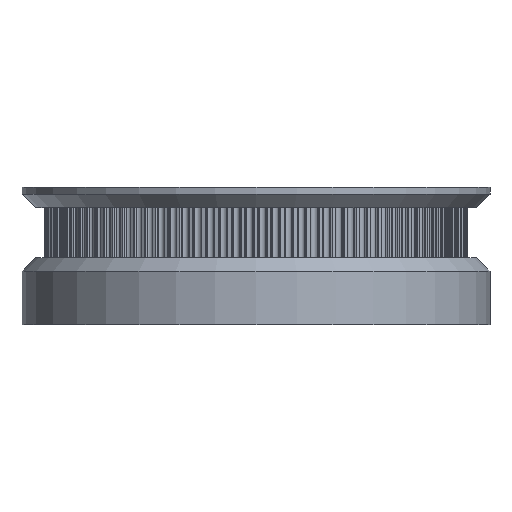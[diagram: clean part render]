
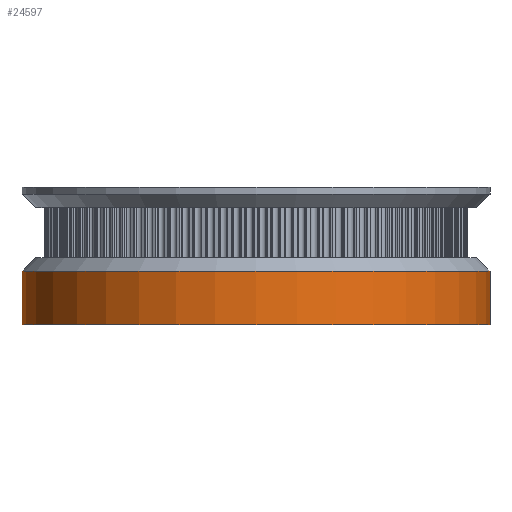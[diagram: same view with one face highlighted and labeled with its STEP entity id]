
A CAD part, front view. The second image highlights one B-rep face of the part: STEP entity #24597.
In plain terms, the highlighted cylindrical face has radius 35 mm (diameter 70 mm), a partial arc.
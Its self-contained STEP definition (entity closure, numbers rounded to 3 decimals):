
#229 = ORIENTED_EDGE ( 'NONE', *, *, #16975, .T. ) ;
#1136 = CARTESIAN_POINT ( 'NONE',  ( 35., 0., -10. ) ) ;
#1448 = DIRECTION ( 'NONE',  ( 0., 0., 1. ) ) ;
#1551 = CARTESIAN_POINT ( 'NONE',  ( 35., 0., -2. ) ) ;
#2075 = ORIENTED_EDGE ( 'NONE', *, *, #22989, .T. ) ;
#2359 = FACE_OUTER_BOUND ( 'NONE', #22586, .T. ) ;
#2921 = AXIS2_PLACEMENT_3D ( 'NONE', #18419, #11682, #27604 ) ;
#4142 = DIRECTION ( 'NONE',  ( 0., 0., 1. ) ) ;
#4190 = VECTOR ( 'NONE', #1448, 1000. ) ;
#5059 = EDGE_CURVE ( 'NONE', #7170, #12043, #10239, .T. ) ;
#5368 = DIRECTION ( 'NONE',  ( 0., 0., 1. ) ) ;
#5430 = CIRCLE ( 'NONE', #13714, 35. ) ;
#5759 = ORIENTED_EDGE ( 'NONE', *, *, #11795, .T. ) ;
#7170 = VERTEX_POINT ( 'NONE', #19201 ) ;
#8878 = DIRECTION ( 'NONE',  ( 1., 0., 0. ) ) ;
#9945 = CARTESIAN_POINT ( 'NONE',  ( -35., 0., -10. ) ) ;
#10239 = LINE ( 'NONE', #9945, #24138 ) ;
#11234 = CYLINDRICAL_SURFACE ( 'NONE', #2921, 35. ) ;
#11682 = DIRECTION ( 'NONE',  ( 0., 0., 1. ) ) ;
#11795 = EDGE_CURVE ( 'NONE', #19519, #16524, #29566, .T. ) ;
#12043 = VERTEX_POINT ( 'NONE', #14729 ) ;
#13714 = AXIS2_PLACEMENT_3D ( 'NONE', #23059, #25353, #20753 ) ;
#14729 = CARTESIAN_POINT ( 'NONE',  ( -35., 0., -2. ) ) ;
#16524 = VERTEX_POINT ( 'NONE', #1551 ) ;
#16975 = EDGE_CURVE ( 'NONE', #7170, #19519, #20779, .T. ) ;
#18419 = CARTESIAN_POINT ( 'NONE',  ( 0., 0., -10. ) ) ;
#19201 = CARTESIAN_POINT ( 'NONE',  ( -35., 0., -10. ) ) ;
#19519 = VERTEX_POINT ( 'NONE', #1136 ) ;
#20753 = DIRECTION ( 'NONE',  ( 1., 0., 0. ) ) ;
#20779 = CIRCLE ( 'NONE', #25190, 35. ) ;
#22496 = CARTESIAN_POINT ( 'NONE',  ( 0., 0., -10. ) ) ;
#22586 = EDGE_LOOP ( 'NONE', ( #26934, #229, #5759, #2075 ) ) ;
#22989 = EDGE_CURVE ( 'NONE', #16524, #12043, #5430, .T. ) ;
#23059 = CARTESIAN_POINT ( 'NONE',  ( 0., 0., -2. ) ) ;
#24138 = VECTOR ( 'NONE', #5368, 1000. ) ;
#24597 = ADVANCED_FACE ( 'NONE', ( #2359 ), #11234, .T. ) ;
#25190 = AXIS2_PLACEMENT_3D ( 'NONE', #22496, #4142, #8878 ) ;
#25353 = DIRECTION ( 'NONE',  ( 0., 0., -1. ) ) ;
#26934 = ORIENTED_EDGE ( 'NONE', *, *, #5059, .F. ) ;
#27604 = DIRECTION ( 'NONE',  ( 1., 0., 0. ) ) ;
#29261 = CARTESIAN_POINT ( 'NONE',  ( 35., 0., -10. ) ) ;
#29566 = LINE ( 'NONE', #29261, #4190 ) ;
